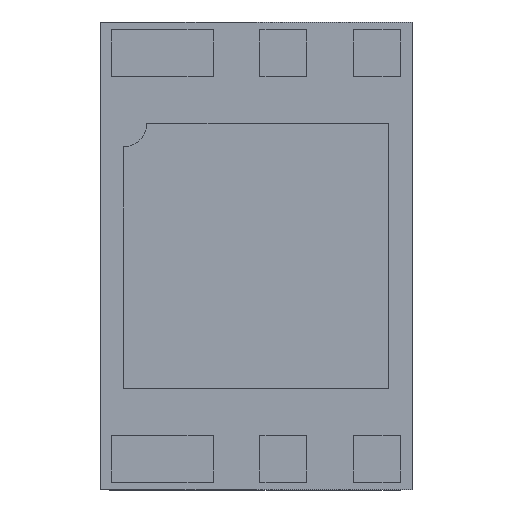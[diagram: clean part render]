
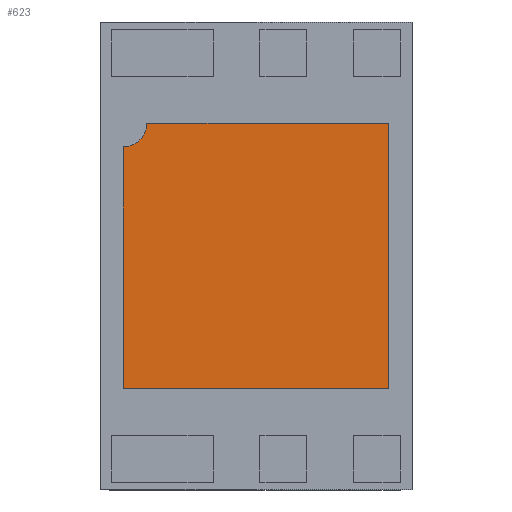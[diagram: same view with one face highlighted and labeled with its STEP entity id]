
A CAD part, front view. The second image highlights one B-rep face of the part: STEP entity #623.
In plain terms, the highlighted planar face has unit normal (0, -1, 0).
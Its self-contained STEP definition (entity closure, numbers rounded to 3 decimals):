
#69 = ORIENTED_EDGE ( 'NONE', *, *, #2029, .T. ) ;
#231 = CARTESIAN_POINT ( 'NONE',  ( -0.85, -0.05, -0.85 ) ) ;
#317 = EDGE_CURVE ( 'NONE', #601, #536, #2254, .T. ) ;
#377 = EDGE_CURVE ( 'NONE', #970, #2712, #2813, .T. ) ;
#395 = EDGE_CURVE ( 'NONE', #2712, #1839, #1519, .T. ) ;
#536 = VERTEX_POINT ( 'NONE', #2385 ) ;
#601 = VERTEX_POINT ( 'NONE', #231 ) ;
#617 = DIRECTION ( 'NONE',  ( -1., 0., 0. ) ) ;
#623 = ADVANCED_FACE ( 'NONE', ( #2177 ), #1802, .T. ) ;
#631 = ORIENTED_EDGE ( 'NONE', *, *, #377, .T. ) ;
#692 = AXIS2_PLACEMENT_3D ( 'NONE', #3163, #2441, #2208 ) ;
#708 = CARTESIAN_POINT ( 'NONE',  ( -0.85, -0.05, -0.85 ) ) ;
#744 = VECTOR ( 'NONE', #3089, 1000. ) ;
#748 = LINE ( 'NONE', #708, #2030 ) ;
#843 = DIRECTION ( 'NONE',  ( 0., -1., 0. ) ) ;
#854 = DIRECTION ( 'NONE',  ( 0., 0., -1. ) ) ;
#957 = DIRECTION ( 'NONE',  ( 0., 0., -1. ) ) ;
#970 = VERTEX_POINT ( 'NONE', #2231 ) ;
#1131 = VECTOR ( 'NONE', #3185, 1000. ) ;
#1374 = CARTESIAN_POINT ( 'NONE',  ( 0.85, -0.05, -0.85 ) ) ;
#1405 = ORIENTED_EDGE ( 'NONE', *, *, #317, .T. ) ;
#1519 = CIRCLE ( 'NONE', #692, 0.15 ) ;
#1771 = CARTESIAN_POINT ( 'NONE',  ( -0.85, -0.05, 0.7 ) ) ;
#1772 = AXIS2_PLACEMENT_3D ( 'NONE', #2316, #843, #854 ) ;
#1802 = PLANE ( 'NONE',  #1772 ) ;
#1828 = CARTESIAN_POINT ( 'NONE',  ( -0.7, -0.05, 0.85 ) ) ;
#1839 = VERTEX_POINT ( 'NONE', #1771 ) ;
#1848 = ORIENTED_EDGE ( 'NONE', *, *, #395, .T. ) ;
#1882 = CARTESIAN_POINT ( 'NONE',  ( 0.85, -0.05, 0.85 ) ) ;
#2021 = EDGE_LOOP ( 'NONE', ( #69, #631, #1848, #2087, #1405 ) ) ;
#2029 = EDGE_CURVE ( 'NONE', #536, #970, #2877, .T. ) ;
#2030 = VECTOR ( 'NONE', #957, 1000. ) ;
#2034 = CARTESIAN_POINT ( 'NONE',  ( 0.85, -0.05, -0.85 ) ) ;
#2087 = ORIENTED_EDGE ( 'NONE', *, *, #2559, .T. ) ;
#2177 = FACE_OUTER_BOUND ( 'NONE', #2021, .T. ) ;
#2208 = DIRECTION ( 'NONE',  ( 0., 0., -1. ) ) ;
#2231 = CARTESIAN_POINT ( 'NONE',  ( 0.85, -0.05, 0.85 ) ) ;
#2254 = LINE ( 'NONE', #2034, #1131 ) ;
#2316 = CARTESIAN_POINT ( 'NONE',  ( -0.85, -0.05, 0.85 ) ) ;
#2385 = CARTESIAN_POINT ( 'NONE',  ( 0.85, -0.05, -0.85 ) ) ;
#2432 = VECTOR ( 'NONE', #617, 1000. ) ;
#2441 = DIRECTION ( 'NONE',  ( 0., 1., 0. ) ) ;
#2559 = EDGE_CURVE ( 'NONE', #1839, #601, #748, .T. ) ;
#2712 = VERTEX_POINT ( 'NONE', #1828 ) ;
#2813 = LINE ( 'NONE', #1882, #2432 ) ;
#2877 = LINE ( 'NONE', #1374, #744 ) ;
#3089 = DIRECTION ( 'NONE',  ( 0., 0., 1. ) ) ;
#3163 = CARTESIAN_POINT ( 'NONE',  ( -0.85, -0.05, 0.85 ) ) ;
#3185 = DIRECTION ( 'NONE',  ( 1., 0., 0. ) ) ;
